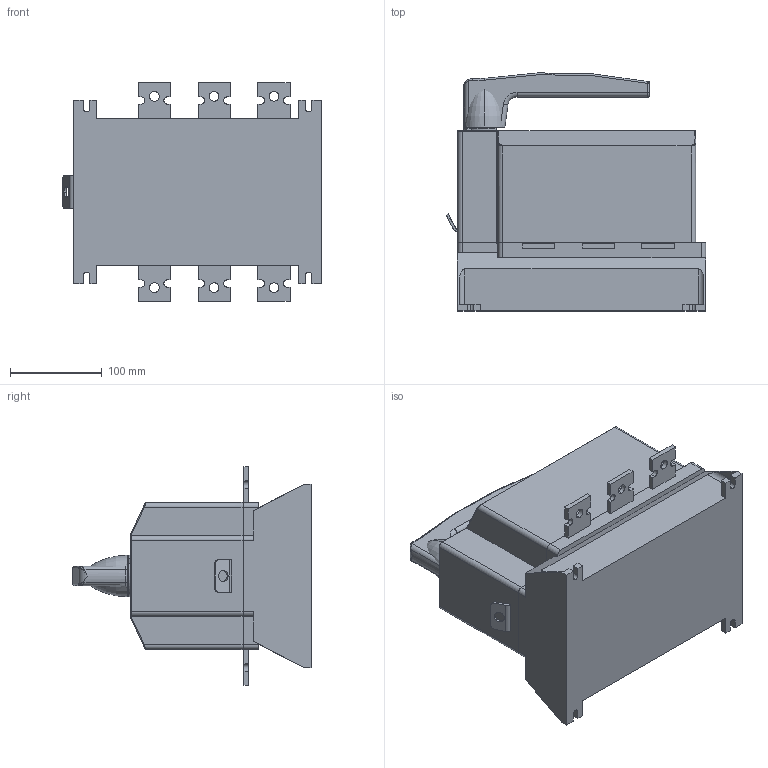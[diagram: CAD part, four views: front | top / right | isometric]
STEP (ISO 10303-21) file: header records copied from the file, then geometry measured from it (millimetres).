
FILE_DESCRIPTION (( 'STEP AP214' ), '1' );
FILE_NAME ('Âûêëþ÷àòåëü-ðàçúåäèíèòåëü ÂÐÝ 400À c ïðåäîõðàíèòåëÿìè ÏÏÍ(ãàá.2).STEP', '2018-03-14T12:33:36', ( '' ), ( '' ), 'SwSTEP 2.0', 'SolidWorks 2017', '' );
FILE_SCHEMA (( 'AUTOMOTIVE_DESIGN' ));
Length unit declared in the file: millimetre
Products named in the file (1): Âûêëþ÷àòåëü-ðàçúåäèíèòåëü ÂÐÝ 400À c ïðåäîõðàíèòåëÿìè ÏÏÍ(ãàá.2)
Bounding box: 282.22 x 258.96 x 238 mm (x, y, z)
Volume: 7897665 mm3; surface area: 403020.9 mm2
Topology: 7 solids, 7 shells, 526 faces, 1396 edges, 920 vertices
Faces by surface type: plane 297, bspline 133, cylinder 82, torus 12, sphere 2
Entity records: 22300 total; most frequent: CARTESIAN_POINT 9010, ORIENTED_EDGE 2784, DIRECTION 2070, EDGE_CURVE 1392, VECTOR 942, LINE 942, VERTEX_POINT 920, EDGE_LOOP 580
